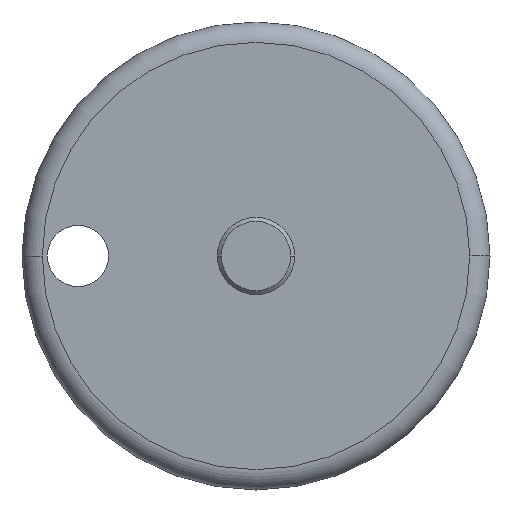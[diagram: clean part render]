
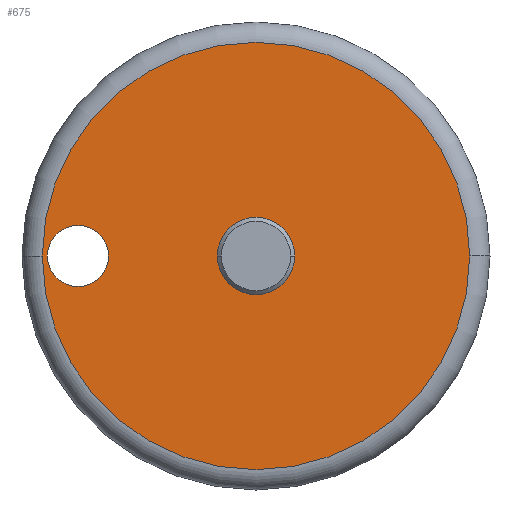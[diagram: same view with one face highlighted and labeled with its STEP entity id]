
A CAD part, left-side view. The second image highlights one B-rep face of the part: STEP entity #675.
In plain terms, the highlighted planar face has unit normal (-1, 0, 0).
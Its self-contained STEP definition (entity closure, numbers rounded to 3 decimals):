
#3 = DIRECTION ( 'NONE',  ( -1., 0., 0. ) ) ;
#5 = CARTESIAN_POINT ( 'NONE',  ( -62.681, -9.779, 0. ) ) ;
#10 = EDGE_CURVE ( 'NONE', #788, #178, #631, .T. ) ;
#40 = DIRECTION ( 'NONE',  ( -1., 0., 0. ) ) ;
#56 = ORIENTED_EDGE ( 'NONE', *, *, #716, .F. ) ;
#88 = ORIENTED_EDGE ( 'NONE', *, *, #156, .T. ) ;
#103 = ORIENTED_EDGE ( 'NONE', *, *, #888, .F. ) ;
#136 = DIRECTION ( 'NONE',  ( 0., -1., 0. ) ) ;
#156 = EDGE_CURVE ( 'NONE', #831, #934, #628, .T. ) ;
#177 = DIRECTION ( 'NONE',  ( 1., 0., 0. ) ) ;
#178 = VERTEX_POINT ( 'NONE', #5 ) ;
#183 = DIRECTION ( 'NONE',  ( 0., -1., 0. ) ) ;
#205 = CARTESIAN_POINT ( 'NONE',  ( -62.681, 9.471, 0. ) ) ;
#220 = CARTESIAN_POINT ( 'NONE',  ( -62.681, 11.221, 0. ) ) ;
#227 = CARTESIAN_POINT ( 'NONE',  ( -62.681, 10.971, 0. ) ) ;
#249 = AXIS2_PLACEMENT_3D ( 'NONE', #879, #177, #477 ) ;
#269 = VERTEX_POINT ( 'NONE', #754 ) ;
#276 = EDGE_LOOP ( 'NONE', ( #103, #56 ) ) ;
#316 = CIRCLE ( 'NONE', #805, 1.5 ) ;
#338 = EDGE_CURVE ( 'NONE', #934, #831, #316, .T. ) ;
#356 = FACE_OUTER_BOUND ( 'NONE', #779, .T. ) ;
#369 = FACE_BOUND ( 'NONE', #416, .T. ) ;
#374 = DIRECTION ( 'NONE',  ( 1., 0., 0. ) ) ;
#379 = CIRCLE ( 'NONE', #853, 1.9 ) ;
#416 = EDGE_LOOP ( 'NONE', ( #88, #952 ) ) ;
#439 = EDGE_CURVE ( 'NONE', #178, #788, #1019, .T. ) ;
#442 = PLANE ( 'NONE',  #1016 ) ;
#449 = CARTESIAN_POINT ( 'NONE',  ( -62.681, 12.221, 0. ) ) ;
#452 = CARTESIAN_POINT ( 'NONE',  ( -62.681, 0.721, 0. ) ) ;
#465 = ORIENTED_EDGE ( 'NONE', *, *, #10, .T. ) ;
#477 = DIRECTION ( 'NONE',  ( 0., 1., 0. ) ) ;
#503 = CARTESIAN_POINT ( 'NONE',  ( -62.681, 0.721, 0. ) ) ;
#522 = DIRECTION ( 'NONE',  ( -1., 0., 0. ) ) ;
#530 = DIRECTION ( 'NONE',  ( 0., 1., 0. ) ) ;
#576 = DIRECTION ( 'NONE',  ( 0., 1., 0. ) ) ;
#577 = AXIS2_PLACEMENT_3D ( 'NONE', #452, #522, #576 ) ;
#607 = DIRECTION ( 'NONE',  ( -1., 0., 0. ) ) ;
#617 = VERTEX_POINT ( 'NONE', #667 ) ;
#628 = CIRCLE ( 'NONE', #249, 1.5 ) ;
#631 = CIRCLE ( 'NONE', #906, 10.5 ) ;
#662 = DIRECTION ( 'NONE',  ( 1., 0., 0. ) ) ;
#667 = CARTESIAN_POINT ( 'NONE',  ( -62.681, -1.179, 0. ) ) ;
#675 = ADVANCED_FACE ( 'NONE', ( #369, #356, #690 ), #442, .F. ) ;
#690 = FACE_BOUND ( 'NONE', #276, .T. ) ;
#716 = EDGE_CURVE ( 'NONE', #269, #617, #379, .T. ) ;
#735 = CIRCLE ( 'NONE', #740, 1.9 ) ;
#740 = AXIS2_PLACEMENT_3D ( 'NONE', #503, #3, #183 ) ;
#754 = CARTESIAN_POINT ( 'NONE',  ( -62.681, 2.621, 0. ) ) ;
#779 = EDGE_LOOP ( 'NONE', ( #465, #959 ) ) ;
#788 = VERTEX_POINT ( 'NONE', #220 ) ;
#802 = CARTESIAN_POINT ( 'NONE',  ( -62.681, 0.721, 0. ) ) ;
#805 = AXIS2_PLACEMENT_3D ( 'NONE', #205, #662, #811 ) ;
#811 = DIRECTION ( 'NONE',  ( 0., 1., 0. ) ) ;
#831 = VERTEX_POINT ( 'NONE', #227 ) ;
#853 = AXIS2_PLACEMENT_3D ( 'NONE', #1000, #40, #136 ) ;
#879 = CARTESIAN_POINT ( 'NONE',  ( -62.681, 9.471, 0. ) ) ;
#884 = CARTESIAN_POINT ( 'NONE',  ( -62.681, 7.971, 0. ) ) ;
#888 = EDGE_CURVE ( 'NONE', #617, #269, #735, .T. ) ;
#906 = AXIS2_PLACEMENT_3D ( 'NONE', #802, #607, #1017 ) ;
#934 = VERTEX_POINT ( 'NONE', #884 ) ;
#952 = ORIENTED_EDGE ( 'NONE', *, *, #338, .T. ) ;
#959 = ORIENTED_EDGE ( 'NONE', *, *, #439, .T. ) ;
#1000 = CARTESIAN_POINT ( 'NONE',  ( -62.681, 0.721, 0. ) ) ;
#1016 = AXIS2_PLACEMENT_3D ( 'NONE', #449, #374, #530 ) ;
#1017 = DIRECTION ( 'NONE',  ( 0., 1., 0. ) ) ;
#1019 = CIRCLE ( 'NONE', #577, 10.5 ) ;
